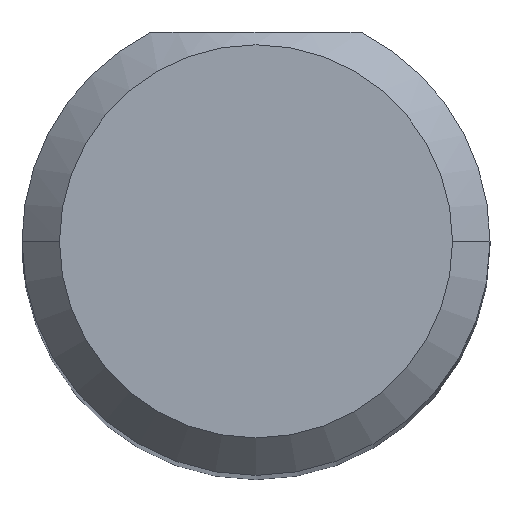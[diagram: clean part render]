
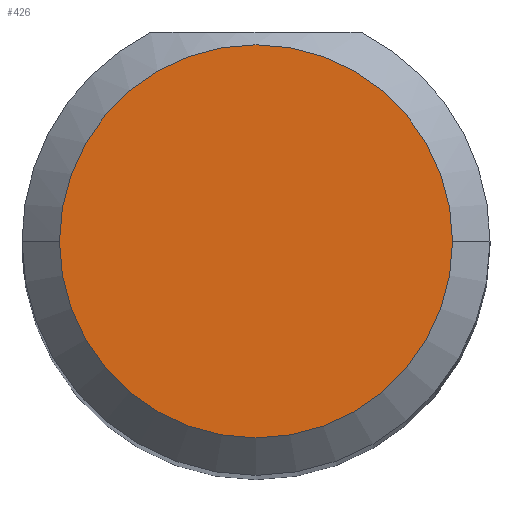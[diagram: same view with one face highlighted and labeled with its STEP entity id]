
A CAD part, top view. The second image highlights one B-rep face of the part: STEP entity #426.
In plain terms, the highlighted planar face has unit normal (0, 0, 1).
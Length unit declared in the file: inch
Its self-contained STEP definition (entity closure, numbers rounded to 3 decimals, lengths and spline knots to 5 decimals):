
#12 = DIRECTION ( 'NONE',  ( -1., 0., 0. ) ) ;
#23 = CIRCLE ( 'NONE', #223, 0.07875 ) ;
#31 = DIRECTION ( 'NONE',  ( -1., 0., 0. ) ) ;
#59 = EDGE_CURVE ( 'NONE', #554, #272, #277, .T. ) ;
#94 = ORIENTED_EDGE ( 'NONE', *, *, #59, .F. ) ;
#125 = DIRECTION ( 'NONE',  ( 0., 0., -1. ) ) ;
#151 = FACE_OUTER_BOUND ( 'NONE', #286, .T. ) ;
#155 = DIRECTION ( 'NONE',  ( 0., 0., 1. ) ) ;
#219 = DIRECTION ( 'NONE',  ( -1., 0., 0. ) ) ;
#223 = AXIS2_PLACEMENT_3D ( 'NONE', #298, #252, #31 ) ;
#231 = AXIS2_PLACEMENT_3D ( 'NONE', #384, #125, #219 ) ;
#252 = DIRECTION ( 'NONE',  ( 0., 0., -1. ) ) ;
#272 = VERTEX_POINT ( 'NONE', #483 ) ;
#277 = CIRCLE ( 'NONE', #231, 0.07875 ) ;
#286 = EDGE_LOOP ( 'NONE', ( #94, #497 ) ) ;
#298 = CARTESIAN_POINT ( 'NONE',  ( 0.375, 0., 2. ) ) ;
#344 = CARTESIAN_POINT ( 'NONE',  ( 0.45375, 0., 2. ) ) ;
#372 = CARTESIAN_POINT ( 'NONE',  ( 0.375, 0., 2. ) ) ;
#384 = CARTESIAN_POINT ( 'NONE',  ( 0.375, 0., 2. ) ) ;
#426 = ADVANCED_FACE ( 'NONE', ( #151 ), #543, .T. ) ;
#476 = AXIS2_PLACEMENT_3D ( 'NONE', #372, #155, #12 ) ;
#483 = CARTESIAN_POINT ( 'NONE',  ( 0.29625, 0., 2. ) ) ;
#497 = ORIENTED_EDGE ( 'NONE', *, *, #507, .F. ) ;
#507 = EDGE_CURVE ( 'NONE', #272, #554, #23, .T. ) ;
#543 = PLANE ( 'NONE',  #476 ) ;
#554 = VERTEX_POINT ( 'NONE', #344 ) ;
